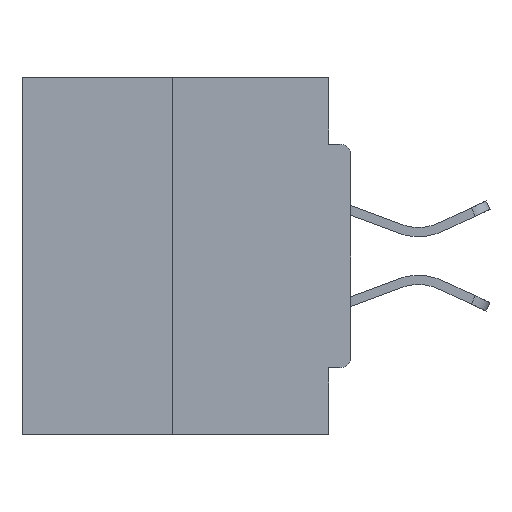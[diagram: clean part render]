
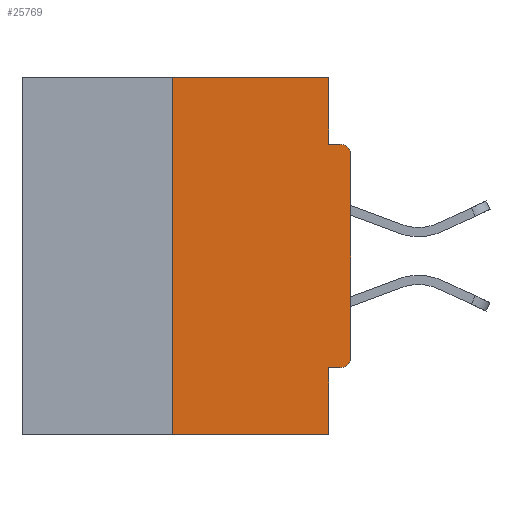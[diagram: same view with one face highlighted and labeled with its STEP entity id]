
A CAD part, left-side view. The second image highlights one B-rep face of the part: STEP entity #25769.
In plain terms, the highlighted planar face has unit normal (-1, 0, 0).
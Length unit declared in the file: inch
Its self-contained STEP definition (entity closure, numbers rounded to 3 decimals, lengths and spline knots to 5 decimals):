
#4 = DIRECTION ( 'NONE',  ( 0., 1., 0. ) ) ;
#61 = EDGE_CURVE ( 'NONE', #5341, #40008, #28076, .T. ) ;
#493 = EDGE_CURVE ( 'NONE', #9120, #5341, #1106, .T. ) ;
#871 = VERTEX_POINT ( 'NONE', #27554 ) ;
#1106 = LINE ( 'NONE', #4946, #25908 ) ;
#1614 = ORIENTED_EDGE ( 'NONE', *, *, #493, .F. ) ;
#1797 = DIRECTION ( 'NONE',  ( 0., 0., -1. ) ) ;
#2147 = CARTESIAN_POINT ( 'NONE',  ( 0., 0.25, -0.5 ) ) ;
#2219 = ORIENTED_EDGE ( 'NONE', *, *, #15046, .F. ) ;
#2627 = ORIENTED_EDGE ( 'NONE', *, *, #6454, .F. ) ;
#3943 = CARTESIAN_POINT ( 'NONE',  ( 0., 0.031, 0. ) ) ;
#4449 = ORIENTED_EDGE ( 'NONE', *, *, #27492, .F. ) ;
#4626 = CARTESIAN_POINT ( 'NONE',  ( 0., 0., -0.0935 ) ) ;
#4837 = VERTEX_POINT ( 'NONE', #18961 ) ;
#4946 = CARTESIAN_POINT ( 'NONE',  ( 0., 0.46, 0. ) ) ;
#5341 = VERTEX_POINT ( 'NONE', #3943 ) ;
#6454 = EDGE_CURVE ( 'NONE', #8431, #34496, #43004, .T. ) ;
#6616 = VERTEX_POINT ( 'NONE', #7471 ) ;
#6987 = EDGE_CURVE ( 'NONE', #12258, #4837, #21220, .T. ) ;
#7471 = CARTESIAN_POINT ( 'NONE',  ( 0., 0., -0.1085 ) ) ;
#7790 = VECTOR ( 'NONE', #8314, 39.37008 ) ;
#7800 = CARTESIAN_POINT ( 'NONE',  ( 0., 0.031, -0.0935 ) ) ;
#7876 = CARTESIAN_POINT ( 'NONE',  ( 0., 0.46, 0. ) ) ;
#8102 = VECTOR ( 'NONE', #4, 39.37008 ) ;
#8314 = DIRECTION ( 'NONE',  ( 0., -1., 0. ) ) ;
#8431 = VERTEX_POINT ( 'NONE', #35581 ) ;
#9120 = VERTEX_POINT ( 'NONE', #43154 ) ;
#9665 = AXIS2_PLACEMENT_3D ( 'NONE', #9893, #30115, #20066 ) ;
#9893 = CARTESIAN_POINT ( 'NONE',  ( 0., 0.015, -0.3915 ) ) ;
#11284 = EDGE_CURVE ( 'NONE', #4837, #6616, #33221, .T. ) ;
#12237 = CARTESIAN_POINT ( 'NONE',  ( 0., 0.031, -0.5 ) ) ;
#12258 = VERTEX_POINT ( 'NONE', #20497 ) ;
#13076 = EDGE_CURVE ( 'NONE', #6616, #871, #35200, .T. ) ;
#13085 = EDGE_LOOP ( 'NONE', ( #1614, #2219, #35231, #2627, #27194, #40250, #38297, #30644, #4449, #15050 ) ) ;
#15046 = EDGE_CURVE ( 'NONE', #43328, #9120, #19549, .T. ) ;
#15050 = ORIENTED_EDGE ( 'NONE', *, *, #61, .F. ) ;
#16531 = VECTOR ( 'NONE', #25146, 39.37008 ) ;
#17323 = EDGE_CURVE ( 'NONE', #43328, #34496, #25184, .T. ) ;
#17817 = DIRECTION ( 'NONE',  ( 0., 0., -1. ) ) ;
#18961 = CARTESIAN_POINT ( 'NONE',  ( 0., 0., -0.3915 ) ) ;
#19549 = LINE ( 'NONE', #27096, #29597 ) ;
#19940 = CARTESIAN_POINT ( 'NONE',  ( 0., 0., -0.4065 ) ) ;
#20066 = DIRECTION ( 'NONE',  ( 0., 0., -1. ) ) ;
#20497 = CARTESIAN_POINT ( 'NONE',  ( 0., 0.015, -0.4065 ) ) ;
#20657 = VECTOR ( 'NONE', #42493, 39.37008 ) ;
#21220 = CIRCLE ( 'NONE', #9665, 0.015 ) ;
#24013 = EDGE_CURVE ( 'NONE', #12258, #8431, #26041, .T. ) ;
#24535 = PLANE ( 'NONE',  #43399 ) ;
#25146 = DIRECTION ( 'NONE',  ( 0., -1., 0. ) ) ;
#25184 = LINE ( 'NONE', #42112, #7790 ) ;
#25450 = DIRECTION ( 'NONE',  ( 0., -1., 0. ) ) ;
#25769 = ADVANCED_FACE ( 'NONE', ( #42291 ), #24535, .F. ) ;
#25778 = AXIS2_PLACEMENT_3D ( 'NONE', #40702, #31726, #17817 ) ;
#25908 = VECTOR ( 'NONE', #25450, 39.37008 ) ;
#26041 = LINE ( 'NONE', #19940, #8102 ) ;
#26859 = CARTESIAN_POINT ( 'NONE',  ( 0., 0.031, -0.5 ) ) ;
#27096 = CARTESIAN_POINT ( 'NONE',  ( 0., 0.25, 0. ) ) ;
#27194 = ORIENTED_EDGE ( 'NONE', *, *, #24013, .F. ) ;
#27238 = DIRECTION ( 'NONE',  ( 0., 0., 1. ) ) ;
#27492 = EDGE_CURVE ( 'NONE', #40008, #871, #39796, .T. ) ;
#27554 = CARTESIAN_POINT ( 'NONE',  ( 0., 0.015, -0.0935 ) ) ;
#28076 = LINE ( 'NONE', #40221, #20657 ) ;
#29384 = CARTESIAN_POINT ( 'NONE',  ( 0., 0., 0. ) ) ;
#29597 = VECTOR ( 'NONE', #27238, 39.37008 ) ;
#30115 = DIRECTION ( 'NONE',  ( -1., 0., 0. ) ) ;
#30644 = ORIENTED_EDGE ( 'NONE', *, *, #13076, .T. ) ;
#31474 = DIRECTION ( 'NONE',  ( 0., 0., -1. ) ) ;
#31726 = DIRECTION ( 'NONE',  ( -1., 0., 0. ) ) ;
#32740 = DIRECTION ( 'NONE',  ( 0., 0., 1. ) ) ;
#33221 = LINE ( 'NONE', #29384, #36924 ) ;
#33953 = VECTOR ( 'NONE', #1797, 39.37008 ) ;
#34405 = DIRECTION ( 'NONE',  ( 1., 0., 0. ) ) ;
#34496 = VERTEX_POINT ( 'NONE', #26859 ) ;
#35200 = CIRCLE ( 'NONE', #25778, 0.015 ) ;
#35231 = ORIENTED_EDGE ( 'NONE', *, *, #17323, .T. ) ;
#35581 = CARTESIAN_POINT ( 'NONE',  ( 0., 0.031, -0.4065 ) ) ;
#36924 = VECTOR ( 'NONE', #32740, 39.37008 ) ;
#38297 = ORIENTED_EDGE ( 'NONE', *, *, #11284, .T. ) ;
#39796 = LINE ( 'NONE', #4626, #16531 ) ;
#40008 = VERTEX_POINT ( 'NONE', #7800 ) ;
#40221 = CARTESIAN_POINT ( 'NONE',  ( 0., 0.031, 0. ) ) ;
#40250 = ORIENTED_EDGE ( 'NONE', *, *, #6987, .T. ) ;
#40702 = CARTESIAN_POINT ( 'NONE',  ( 0., 0.015, -0.1085 ) ) ;
#42112 = CARTESIAN_POINT ( 'NONE',  ( 0., 0.46, -0.5 ) ) ;
#42291 = FACE_OUTER_BOUND ( 'NONE', #13085, .T. ) ;
#42493 = DIRECTION ( 'NONE',  ( 0., 0., -1. ) ) ;
#43004 = LINE ( 'NONE', #12237, #33953 ) ;
#43154 = CARTESIAN_POINT ( 'NONE',  ( 0., 0.25, 0. ) ) ;
#43328 = VERTEX_POINT ( 'NONE', #2147 ) ;
#43399 = AXIS2_PLACEMENT_3D ( 'NONE', #7876, #34405, #31474 ) ;
